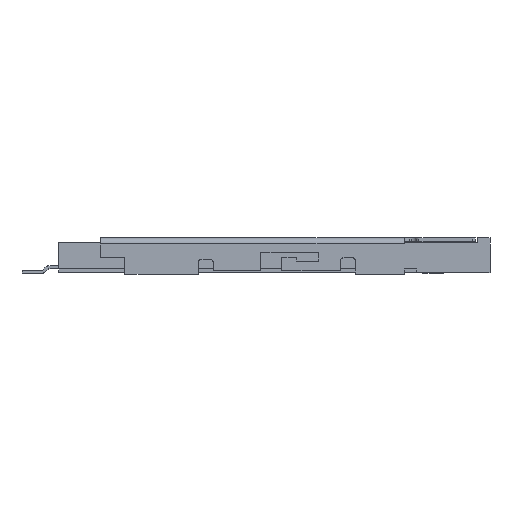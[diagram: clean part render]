
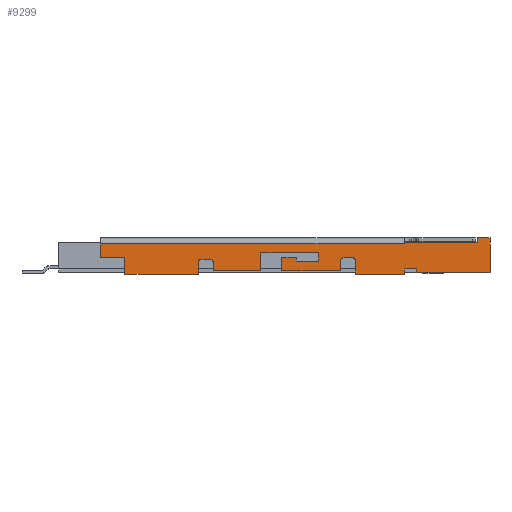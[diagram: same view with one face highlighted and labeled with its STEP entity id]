
A CAD part, front view. The second image highlights one B-rep face of the part: STEP entity #9299.
In plain terms, the highlighted planar face has unit normal (0, -1, 0).
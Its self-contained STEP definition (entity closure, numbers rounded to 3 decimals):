
#369=DIRECTION('',(1.,0.,0.));
#370=VECTOR('',#369,3.);
#371=CARTESIAN_POINT('',(5.8,-8.05,-0.71));
#372=LINE('',#371,#370);
#979=DIRECTION('',(0.,0.,1.));
#980=VECTOR('',#979,1.42);
#981=CARTESIAN_POINT('',(8.8,-8.05,-0.71));
#982=LINE('',#981,#980);
#1207=DIRECTION('',(1.,0.,0.));
#1208=VECTOR('',#1207,0.5);
#1209=CARTESIAN_POINT('',(8.3,-8.05,0.71));
#1210=LINE('',#1209,#1208);
#2115=DIRECTION('',(0.,0.,-1.));
#2116=VECTOR('',#2115,0.08);
#2117=CARTESIAN_POINT('',(5.3,-8.05,0.54));
#2118=LINE('',#2117,#2116);
#2155=DIRECTION('',(0.,0.,1.));
#2156=VECTOR('',#2155,0.57);
#2157=CARTESIAN_POINT('',(-7.1,-8.05,-0.11));
#2158=LINE('',#2157,#2156);
#2341=DIRECTION('',(-1.,0.,0.));
#2342=VECTOR('',#2341,2.);
#2343=CARTESIAN_POINT('',(5.3,-8.05,-0.77));
#2344=LINE('',#2343,#2342);
#2357=DIRECTION('',(-1.,0.,0.));
#2358=VECTOR('',#2357,3.);
#2359=CARTESIAN_POINT('',(-3.1,-8.05,-0.77));
#2360=LINE('',#2359,#2358);
#2401=DIRECTION('',(1.,0.,0.));
#2402=VECTOR('',#2401,3.);
#2403=CARTESIAN_POINT('',(5.3,-8.05,0.54));
#2404=LINE('',#2403,#2402);
#2405=DIRECTION('',(0.,0.,-1.));
#2406=VECTOR('',#2405,0.17);
#2407=CARTESIAN_POINT('',(8.3,-8.05,0.71));
#2408=LINE('',#2407,#2406);
#2409=DIRECTION('',(0.,0.,1.));
#2410=VECTOR('',#2409,0.15);
#2411=CARTESIAN_POINT('',(5.8,-8.05,-0.71));
#2412=LINE('',#2411,#2410);
#2413=DIRECTION('',(1.,0.,0.));
#2414=VECTOR('',#2413,0.5);
#2415=CARTESIAN_POINT('',(5.3,-8.05,-0.56));
#2416=LINE('',#2415,#2414);
#2417=DIRECTION('',(0.,0.,-1.));
#2418=VECTOR('',#2417,0.21);
#2419=CARTESIAN_POINT('',(5.3,-8.05,-0.56));
#2420=LINE('',#2419,#2418);
#2421=DIRECTION('',(0.,0.,1.));
#2422=VECTOR('',#2421,0.56);
#2423=CARTESIAN_POINT('',(3.3,-8.05,-0.77));
#2424=LINE('',#2423,#2422);
#2425=CARTESIAN_POINT('',(3.2,-8.05,-0.21));
#2426=DIRECTION('',(0.,-1.,0.));
#2427=DIRECTION('',(1.,0.,0.));
#2428=AXIS2_PLACEMENT_3D('',#2425,#2426,#2427);
#2430=DIRECTION('',(-1.,0.,0.));
#2431=VECTOR('',#2430,0.4);
#2432=CARTESIAN_POINT('',(3.2,-8.05,-0.11));
#2433=LINE('',#2432,#2431);
#2434=CARTESIAN_POINT('',(2.8,-8.05,-0.21));
#2435=DIRECTION('',(0.,-1.,0.));
#2436=DIRECTION('',(0.,0.,1.));
#2437=AXIS2_PLACEMENT_3D('',#2434,#2435,#2436);
#2439=DIRECTION('',(0.,0.,-1.));
#2440=VECTOR('',#2439,0.43);
#2441=CARTESIAN_POINT('',(2.7,-8.05,-0.21));
#2442=LINE('',#2441,#2440);
#2443=DIRECTION('',(-1.,0.,0.));
#2444=VECTOR('',#2443,2.4);
#2445=CARTESIAN_POINT('',(2.7,-8.05,-0.64));
#2446=LINE('',#2445,#2444);
#2447=DIRECTION('',(0.,0.,1.));
#2448=VECTOR('',#2447,0.55);
#2449=CARTESIAN_POINT('',(0.3,-8.05,-0.64));
#2450=LINE('',#2449,#2448);
#2451=DIRECTION('',(1.,0.,0.));
#2452=VECTOR('',#2451,0.6);
#2453=CARTESIAN_POINT('',(0.3,-8.05,-0.09));
#2454=LINE('',#2453,#2452);
#2455=DIRECTION('',(0.,0.,-1.));
#2456=VECTOR('',#2455,0.15);
#2457=CARTESIAN_POINT('',(0.9,-8.05,-0.09));
#2458=LINE('',#2457,#2456);
#2459=DIRECTION('',(1.,0.,0.));
#2460=VECTOR('',#2459,0.9);
#2461=CARTESIAN_POINT('',(0.9,-8.05,-0.24));
#2462=LINE('',#2461,#2460);
#2463=DIRECTION('',(0.,0.,1.));
#2464=VECTOR('',#2463,0.35);
#2465=CARTESIAN_POINT('',(1.8,-8.05,-0.24));
#2466=LINE('',#2465,#2464);
#2467=DIRECTION('',(-1.,0.,0.));
#2468=VECTOR('',#2467,2.35);
#2469=CARTESIAN_POINT('',(1.8,-8.05,0.11));
#2470=LINE('',#2469,#2468);
#2471=DIRECTION('',(0.,0.,-1.));
#2472=VECTOR('',#2471,0.75);
#2473=CARTESIAN_POINT('',(-0.55,-8.05,0.11));
#2474=LINE('',#2473,#2472);
#2475=DIRECTION('',(-1.,0.,0.));
#2476=VECTOR('',#2475,1.95);
#2477=CARTESIAN_POINT('',(-0.55,-8.05,-0.64));
#2478=LINE('',#2477,#2476);
#2479=DIRECTION('',(0.,0.,1.));
#2480=VECTOR('',#2479,0.37);
#2481=CARTESIAN_POINT('',(-2.5,-8.05,-0.64));
#2482=LINE('',#2481,#2480);
#2483=CARTESIAN_POINT('',(-2.6,-8.05,-0.27));
#2484=DIRECTION('',(0.,-1.,0.));
#2485=DIRECTION('',(1.,0.,0.));
#2486=AXIS2_PLACEMENT_3D('',#2483,#2484,#2485);
#2488=DIRECTION('',(-1.,0.,0.));
#2489=VECTOR('',#2488,0.4);
#2490=CARTESIAN_POINT('',(-2.6,-8.05,-0.17));
#2491=LINE('',#2490,#2489);
#2492=CARTESIAN_POINT('',(-3.,-8.05,-0.27));
#2493=DIRECTION('',(0.,-1.,0.));
#2494=DIRECTION('',(0.,0.,1.));
#2495=AXIS2_PLACEMENT_3D('',#2492,#2493,#2494);
#2497=DIRECTION('',(1.,0.,0.));
#2498=VECTOR('',#2497,1.);
#2499=CARTESIAN_POINT('',(-7.1,-8.05,-0.11));
#2500=LINE('',#2499,#2498);
#2647=DIRECTION('',(0.,0.,-1.));
#2648=VECTOR('',#2647,0.66);
#2649=CARTESIAN_POINT('',(-6.1,-8.05,-0.11));
#2650=LINE('',#2649,#2648);
#2659=DIRECTION('',(0.,0.,1.));
#2660=VECTOR('',#2659,0.5);
#2661=CARTESIAN_POINT('',(-3.1,-8.05,-0.77));
#2662=LINE('',#2661,#2660);
#2744=DIRECTION('',(-1.,0.,0.));
#2745=VECTOR('',#2744,12.4);
#2746=CARTESIAN_POINT('',(5.3,-8.05,0.46));
#2747=LINE('',#2746,#2745);
#5261=CARTESIAN_POINT('',(8.8,-8.05,-0.71));
#5262=CARTESIAN_POINT('',(8.8,-8.05,0.71));
#5263=VERTEX_POINT('',#5261);
#5264=VERTEX_POINT('',#5262);
#6343=CARTESIAN_POINT('',(5.8,-8.05,-0.71));
#6344=VERTEX_POINT('',#6343);
#6353=CARTESIAN_POINT('',(5.8,-8.05,-0.56));
#6354=VERTEX_POINT('',#6353);
#6373=CARTESIAN_POINT('',(-7.1,-8.05,0.46));
#6375=VERTEX_POINT('',#6373);
#6391=CARTESIAN_POINT('',(5.3,-8.05,-0.56));
#6392=VERTEX_POINT('',#6391);
#6393=CARTESIAN_POINT('',(5.3,-8.05,0.46));
#6394=VERTEX_POINT('',#6393);
#6397=CARTESIAN_POINT('',(-7.1,-8.05,-0.11));
#6398=CARTESIAN_POINT('',(-6.1,-8.05,-0.11));
#6399=VERTEX_POINT('',#6397);
#6400=VERTEX_POINT('',#6398);
#6401=CARTESIAN_POINT('',(-2.5,-8.05,-0.64));
#6402=CARTESIAN_POINT('',(-2.5,-8.05,-0.27));
#6403=VERTEX_POINT('',#6401);
#6404=VERTEX_POINT('',#6402);
#6405=CARTESIAN_POINT('',(-2.6,-8.05,-0.17));
#6406=VERTEX_POINT('',#6405);
#6407=CARTESIAN_POINT('',(-3.,-8.05,-0.17));
#6408=VERTEX_POINT('',#6407);
#6409=CARTESIAN_POINT('',(-3.1,-8.05,-0.27));
#6410=VERTEX_POINT('',#6409);
#6411=CARTESIAN_POINT('',(3.3,-8.05,-0.21));
#6412=CARTESIAN_POINT('',(3.2,-8.05,-0.11));
#6413=VERTEX_POINT('',#6411);
#6414=VERTEX_POINT('',#6412);
#6415=CARTESIAN_POINT('',(2.8,-8.05,-0.11));
#6416=VERTEX_POINT('',#6415);
#6417=CARTESIAN_POINT('',(2.7,-8.05,-0.21));
#6418=VERTEX_POINT('',#6417);
#6419=CARTESIAN_POINT('',(2.7,-8.05,-0.64));
#6420=VERTEX_POINT('',#6419);
#6421=CARTESIAN_POINT('',(0.3,-8.05,-0.64));
#6422=CARTESIAN_POINT('',(0.3,-8.05,-0.09));
#6423=VERTEX_POINT('',#6421);
#6424=VERTEX_POINT('',#6422);
#6425=CARTESIAN_POINT('',(0.9,-8.05,-0.09));
#6426=VERTEX_POINT('',#6425);
#6427=CARTESIAN_POINT('',(0.9,-8.05,-0.24));
#6428=VERTEX_POINT('',#6427);
#6429=CARTESIAN_POINT('',(1.8,-8.05,-0.24));
#6430=VERTEX_POINT('',#6429);
#6431=CARTESIAN_POINT('',(1.8,-8.05,0.11));
#6432=VERTEX_POINT('',#6431);
#6433=CARTESIAN_POINT('',(-0.55,-8.05,0.11));
#6434=VERTEX_POINT('',#6433);
#6435=CARTESIAN_POINT('',(-0.55,-8.05,-0.64));
#6436=VERTEX_POINT('',#6435);
#6573=CARTESIAN_POINT('',(3.3,-8.05,-0.77));
#6575=VERTEX_POINT('',#6573);
#6579=CARTESIAN_POINT('',(5.3,-8.05,-0.77));
#6580=VERTEX_POINT('',#6579);
#6581=CARTESIAN_POINT('',(-6.1,-8.05,-0.77));
#6583=VERTEX_POINT('',#6581);
#6587=CARTESIAN_POINT('',(-3.1,-8.05,-0.77));
#6588=VERTEX_POINT('',#6587);
#6813=CARTESIAN_POINT('',(5.3,-8.05,0.54));
#6814=CARTESIAN_POINT('',(8.3,-8.05,0.54));
#6815=VERTEX_POINT('',#6813);
#6816=VERTEX_POINT('',#6814);
#6817=CARTESIAN_POINT('',(8.3,-8.05,0.71));
#6818=VERTEX_POINT('',#6817);
#9235=CARTESIAN_POINT('',(-8.8,-8.05,-0.71));
#9236=DIRECTION('',(0.,-1.,0.));
#9237=DIRECTION('',(1.,0.,0.));
#9238=AXIS2_PLACEMENT_3D('',#9235,#9236,#9237);
#9239=PLANE('',#9238);
#9240=ORIENTED_EDGE('',*,*,#8792,.T.);
#9242=ORIENTED_EDGE('',*,*,#9241,.F.);
#9243=ORIENTED_EDGE('',*,*,#7650,.T.);
#9244=ORIENTED_EDGE('',*,*,#7634,.F.);
#9245=ORIENTED_EDGE('',*,*,#6924,.F.);
#9247=ORIENTED_EDGE('',*,*,#9246,.T.);
#9248=ORIENTED_EDGE('',*,*,#8902,.F.);
#9249=ORIENTED_EDGE('',*,*,#8647,.T.);
#9250=ORIENTED_EDGE('',*,*,#9165,.T.);
#9251=ORIENTED_EDGE('',*,*,#9222,.T.);
#9253=ORIENTED_EDGE('',*,*,#9252,.T.);
#9255=ORIENTED_EDGE('',*,*,#9254,.T.);
#9257=ORIENTED_EDGE('',*,*,#9256,.T.);
#9259=ORIENTED_EDGE('',*,*,#9258,.T.);
#9261=ORIENTED_EDGE('',*,*,#9260,.T.);
#9263=ORIENTED_EDGE('',*,*,#9262,.T.);
#9265=ORIENTED_EDGE('',*,*,#9264,.T.);
#9267=ORIENTED_EDGE('',*,*,#9266,.T.);
#9269=ORIENTED_EDGE('',*,*,#9268,.T.);
#9271=ORIENTED_EDGE('',*,*,#9270,.T.);
#9273=ORIENTED_EDGE('',*,*,#9272,.T.);
#9275=ORIENTED_EDGE('',*,*,#9274,.T.);
#9277=ORIENTED_EDGE('',*,*,#9276,.T.);
#9279=ORIENTED_EDGE('',*,*,#9278,.T.);
#9281=ORIENTED_EDGE('',*,*,#9280,.T.);
#9283=ORIENTED_EDGE('',*,*,#9282,.T.);
#9285=ORIENTED_EDGE('',*,*,#9284,.T.);
#9287=ORIENTED_EDGE('',*,*,#9286,.F.);
#9288=ORIENTED_EDGE('',*,*,#9180,.T.);
#9290=ORIENTED_EDGE('',*,*,#9289,.F.);
#9292=ORIENTED_EDGE('',*,*,#9291,.F.);
#9293=ORIENTED_EDGE('',*,*,#8997,.T.);
#9295=ORIENTED_EDGE('',*,*,#9294,.F.);
#9296=ORIENTED_EDGE('',*,*,#8964,.F.);
#9297=EDGE_LOOP('',(#9240,#9242,#9243,#9244,#9245,#9247,#9248,#9249,#9250,#9251,
#9253,#9255,#9257,#9259,#9261,#9263,#9265,#9267,#9269,#9271,#9273,#9275,#9277,
#9279,#9281,#9283,#9285,#9287,#9288,#9290,#9292,#9293,#9295,#9296));
#9298=FACE_OUTER_BOUND('',#9297,.F.);
#9299=ADVANCED_FACE('',(#9298),#9239,.T.);
#2429=CIRCLE('',#2428,0.1);
#2438=CIRCLE('',#2437,0.1);
#2487=CIRCLE('',#2486,0.1);
#2496=CIRCLE('',#2495,0.1);
#6924=EDGE_CURVE('',#6344,#5263,#372,.T.);
#7634=EDGE_CURVE('',#5263,#5264,#982,.T.);
#7650=EDGE_CURVE('',#6818,#5264,#1210,.T.);
#8647=EDGE_CURVE('',#6392,#6580,#2420,.T.);
#8792=EDGE_CURVE('',#6815,#6816,#2404,.T.);
#8902=EDGE_CURVE('',#6392,#6354,#2416,.T.);
#8964=EDGE_CURVE('',#6815,#6394,#2118,.T.);
#8997=EDGE_CURVE('',#6399,#6375,#2158,.T.);
#9165=EDGE_CURVE('',#6580,#6575,#2344,.T.);
#9180=EDGE_CURVE('',#6588,#6583,#2360,.T.);
#9222=EDGE_CURVE('',#6575,#6413,#2424,.T.);
#9241=EDGE_CURVE('',#6818,#6816,#2408,.T.);
#9246=EDGE_CURVE('',#6344,#6354,#2412,.T.);
#9252=EDGE_CURVE('',#6413,#6414,#2429,.T.);
#9254=EDGE_CURVE('',#6414,#6416,#2433,.T.);
#9256=EDGE_CURVE('',#6416,#6418,#2438,.T.);
#9258=EDGE_CURVE('',#6418,#6420,#2442,.T.);
#9260=EDGE_CURVE('',#6420,#6423,#2446,.T.);
#9262=EDGE_CURVE('',#6423,#6424,#2450,.T.);
#9264=EDGE_CURVE('',#6424,#6426,#2454,.T.);
#9266=EDGE_CURVE('',#6426,#6428,#2458,.T.);
#9268=EDGE_CURVE('',#6428,#6430,#2462,.T.);
#9270=EDGE_CURVE('',#6430,#6432,#2466,.T.);
#9272=EDGE_CURVE('',#6432,#6434,#2470,.T.);
#9274=EDGE_CURVE('',#6434,#6436,#2474,.T.);
#9276=EDGE_CURVE('',#6436,#6403,#2478,.T.);
#9278=EDGE_CURVE('',#6403,#6404,#2482,.T.);
#9280=EDGE_CURVE('',#6404,#6406,#2487,.T.);
#9282=EDGE_CURVE('',#6406,#6408,#2491,.T.);
#9284=EDGE_CURVE('',#6408,#6410,#2496,.T.);
#9286=EDGE_CURVE('',#6588,#6410,#2662,.T.);
#9289=EDGE_CURVE('',#6400,#6583,#2650,.T.);
#9291=EDGE_CURVE('',#6399,#6400,#2500,.T.);
#9294=EDGE_CURVE('',#6394,#6375,#2747,.T.);
